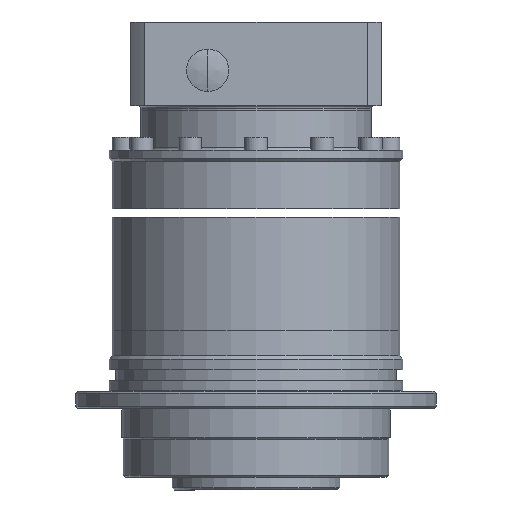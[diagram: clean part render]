
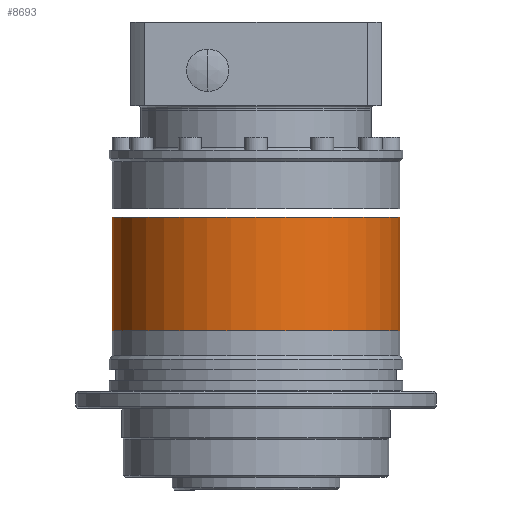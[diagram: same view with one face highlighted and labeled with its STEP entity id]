
A CAD part, front view. The second image highlights one B-rep face of the part: STEP entity #8693.
In plain terms, the highlighted cylindrical face has radius 34.25 mm (diameter 68.5 mm), a partial arc.
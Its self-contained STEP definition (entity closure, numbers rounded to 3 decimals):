
#408 = AXIS2_PLACEMENT_3D ( 'NONE', #4292, #4293, #4294 ) ;
#409 = AXIS2_PLACEMENT_3D ( 'NONE', #4296, #4297, #4298 ) ;
#1889 = CARTESIAN_POINT ( 'NONE',  ( -34.25, 0., 37.75 ) ) ;
#1893 = CARTESIAN_POINT ( 'NONE',  ( 34.25, 0., 37.75 ) ) ;
#1894 = CARTESIAN_POINT ( 'NONE',  ( 34.25, 0., 10.75 ) ) ;
#1895 = CARTESIAN_POINT ( 'NONE',  ( -34.25, 0., 10.75 ) ) ;
#2978 = LINE ( 'NONE', #4274, #2980 ) ;
#2980 = VECTOR ( 'NONE', #4275, 1000. ) ;
#2981 = CIRCLE ( 'NONE', #408, 34.25 ) ;
#2982 = LINE ( 'NONE', #4282, #2984 ) ;
#2984 = VECTOR ( 'NONE', #4283, 1000. ) ;
#2985 = CIRCLE ( 'NONE', #409, 34.25 ) ;
#4274 = CARTESIAN_POINT ( 'NONE',  ( 34.25, 0., 37.75 ) ) ;
#4275 = DIRECTION ( 'NONE',  ( 0., 0., -1. ) ) ;
#4282 = CARTESIAN_POINT ( 'NONE',  ( -34.25, 0., 37.75 ) ) ;
#4283 = DIRECTION ( 'NONE',  ( 0., 0., -1. ) ) ;
#4292 = CARTESIAN_POINT ( 'NONE',  ( 0., 0., 37.75 ) ) ;
#4293 = DIRECTION ( 'NONE',  ( 0., 0., 1. ) ) ;
#4294 = DIRECTION ( 'NONE',  ( 1., 0., 0. ) ) ;
#4296 = CARTESIAN_POINT ( 'NONE',  ( 0., 0., 10.75 ) ) ;
#4297 = DIRECTION ( 'NONE',  ( 0., 0., 1. ) ) ;
#4298 = DIRECTION ( 'NONE',  ( 1., 0., 0. ) ) ;
#8693 = ADVANCED_FACE ( 'NONE', ( #27322 ), #27331, .T. ) ;
#12610 = EDGE_LOOP ( 'NONE', ( #16052, #16053, #16054, #16055 ) ) ;
#13434 = VERTEX_POINT ( 'NONE', #1889 ) ;
#13438 = VERTEX_POINT ( 'NONE', #1893 ) ;
#13439 = VERTEX_POINT ( 'NONE', #1894 ) ;
#13440 = VERTEX_POINT ( 'NONE', #1895 ) ;
#15162 = EDGE_CURVE ( 'NONE', #13438, #13439, #2978, .T. ) ;
#15165 = EDGE_CURVE ( 'NONE', #13434, #13440, #2982, .T. ) ;
#15166 = EDGE_CURVE ( 'NONE', #13434, #13438, #2981, .T. ) ;
#15167 = EDGE_CURVE ( 'NONE', #13440, #13439, #2985, .T. ) ;
#16052 = ORIENTED_EDGE ( 'NONE', *, *, #15162, .F. ) ;
#16053 = ORIENTED_EDGE ( 'NONE', *, *, #15166, .F. ) ;
#16054 = ORIENTED_EDGE ( 'NONE', *, *, #15165, .T. ) ;
#16055 = ORIENTED_EDGE ( 'NONE', *, *, #15167, .T. ) ;
#27322 = FACE_OUTER_BOUND ( 'NONE', #12610, .T. ) ;
#27331 = CYLINDRICAL_SURFACE ( 'NONE', #28253, 34.25 ) ;
#28253 = AXIS2_PLACEMENT_3D ( 'NONE', #29094, #29092, #29090 ) ;
#29090 = DIRECTION ( 'NONE',  ( -1., 0., 0. ) ) ;
#29092 = DIRECTION ( 'NONE',  ( 0., 0., -1. ) ) ;
#29094 = CARTESIAN_POINT ( 'NONE',  ( 0., 0., 37.75 ) ) ;
